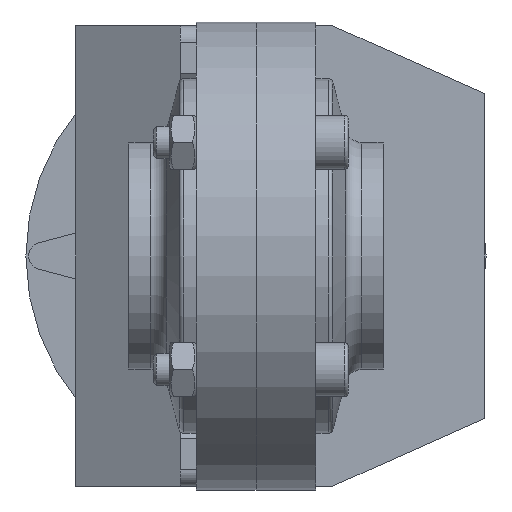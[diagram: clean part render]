
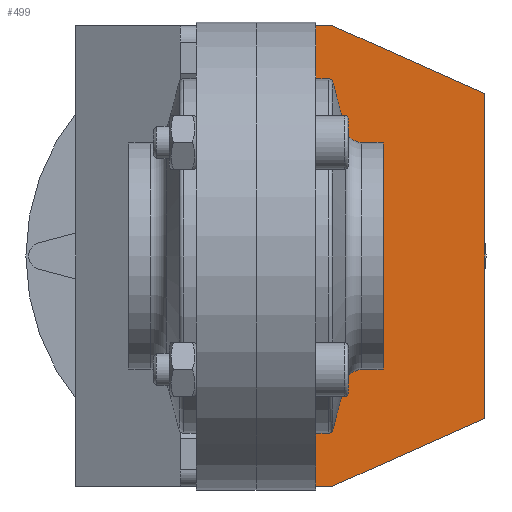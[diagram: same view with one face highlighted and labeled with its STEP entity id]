
A CAD part, front view. The second image highlights one B-rep face of the part: STEP entity #499.
In plain terms, the highlighted planar face has unit normal (0, -1, 0).
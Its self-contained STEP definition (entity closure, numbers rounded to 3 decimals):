
#499 = ADVANCED_FACE( '', ( #945, #946 ), #947, .F. );
#945 = FACE_BOUND( '', #1503, .T. );
#946 = FACE_OUTER_BOUND( '', #1504, .T. );
#947 = PLANE( '', #1505 );
#1503 = EDGE_LOOP( '', ( #2684 ) );
#1504 = EDGE_LOOP( '', ( #2685, #2686, #2687, #2688, #2689, #2690 ) );
#1505 = AXIS2_PLACEMENT_3D( '', #2691, #2692, #2693 );
#2684 = ORIENTED_EDGE( '', *, *, #3434, .T. );
#2685 = ORIENTED_EDGE( '', *, *, #3400, .F. );
#2686 = ORIENTED_EDGE( '', *, *, #3435, .T. );
#2687 = ORIENTED_EDGE( '', *, *, #3431, .T. );
#2688 = ORIENTED_EDGE( '', *, *, #3436, .T. );
#2689 = ORIENTED_EDGE( '', *, *, #3416, .T. );
#2690 = ORIENTED_EDGE( '', *, *, #3394, .F. );
#2691 = CARTESIAN_POINT( '', ( -53.2, 66.7, 42.5 ) );
#2692 = DIRECTION( '', ( 0., 1., 0. ) );
#2693 = DIRECTION( '', ( 0., 0., 1. ) );
#3394 = EDGE_CURVE( '', #3995, #3993, #3997, .T. );
#3400 = EDGE_CURVE( '', #4006, #3995, #4009, .T. );
#3416 = EDGE_CURVE( '', #4023, #3993, #4031, .T. );
#3431 = EDGE_CURVE( '', #4053, #4054, #4055, .T. );
#3434 = EDGE_CURVE( '', #4058, #4058, #4059, .T. );
#3435 = EDGE_CURVE( '', #4006, #4053, #4060, .T. );
#3436 = EDGE_CURVE( '', #4054, #4023, #4061, .T. );
#3993 = VERTEX_POINT( '', #5260 );
#3995 = VERTEX_POINT( '', #5263 );
#3997 = LINE( '', #5266, #5267 );
#4006 = VERTEX_POINT( '', #5280 );
#4009 = LINE( '', #5284, #5285 );
#4023 = VERTEX_POINT( '', #5310 );
#4031 = LINE( '', #5322, #5323 );
#4053 = VERTEX_POINT( '', #5358 );
#4054 = VERTEX_POINT( '', #5359 );
#4055 = LINE( '', #5360, #5361 );
#4058 = VERTEX_POINT( '', #5366 );
#4059 = CIRCLE( '', #5367, 17. );
#4060 = LINE( '', #5368, #5369 );
#4061 = LINE( '', #5370, #5371 );
#5260 = CARTESIAN_POINT( '', ( 19.3, 66.7, -42.5 ) );
#5263 = CARTESIAN_POINT( '', ( 19.3, 66.7, 42.5 ) );
#5266 = CARTESIAN_POINT( '', ( 19.3, 66.7, 42.5 ) );
#5267 = VECTOR( '', #5983, 1000. );
#5280 = CARTESIAN_POINT( '', ( -25.2, 66.7, 42.5 ) );
#5284 = CARTESIAN_POINT( '', ( -53.2, 66.7, 42.5 ) );
#5285 = VECTOR( '', #5989, 1000. );
#5310 = CARTESIAN_POINT( '', ( -25.2, 66.7, -42.5 ) );
#5322 = CARTESIAN_POINT( '', ( -53.2, 66.7, -42.5 ) );
#5323 = VECTOR( '', #6005, 1000. );
#5358 = CARTESIAN_POINT( '', ( -53.2, 66.7, 30. ) );
#5359 = CARTESIAN_POINT( '', ( -53.2, 66.7, -30. ) );
#5360 = CARTESIAN_POINT( '', ( -53.2, 66.7, 42.5 ) );
#5361 = VECTOR( '', #6022, 1000. );
#5366 = CARTESIAN_POINT( '', ( -11., 66.7, 17. ) );
#5367 = AXIS2_PLACEMENT_3D( '', #6025, #6026, #6027 );
#5368 = CARTESIAN_POINT( '', ( -25.2, 66.7, 42.5 ) );
#5369 = VECTOR( '', #6028, 1000. );
#5370 = CARTESIAN_POINT( '', ( -53.2, 66.7, -30. ) );
#5371 = VECTOR( '', #6029, 1000. );
#5983 = DIRECTION( '', ( 0., 0., -1. ) );
#5989 = DIRECTION( '', ( 1., 0., 0. ) );
#6005 = DIRECTION( '', ( 1., 0., 0. ) );
#6022 = DIRECTION( '', ( 0., 0., -1. ) );
#6025 = CARTESIAN_POINT( '', ( -11., 66.7, 0. ) );
#6026 = DIRECTION( '', ( 0., 1., 0. ) );
#6027 = DIRECTION( '', ( 0., 0., 1. ) );
#6028 = DIRECTION( '', ( -0.913, 0., -0.408 ) );
#6029 = DIRECTION( '', ( 0.913, 0., -0.408 ) );
